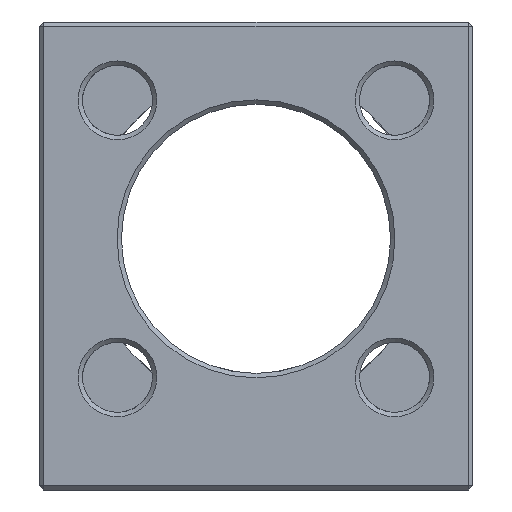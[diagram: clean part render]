
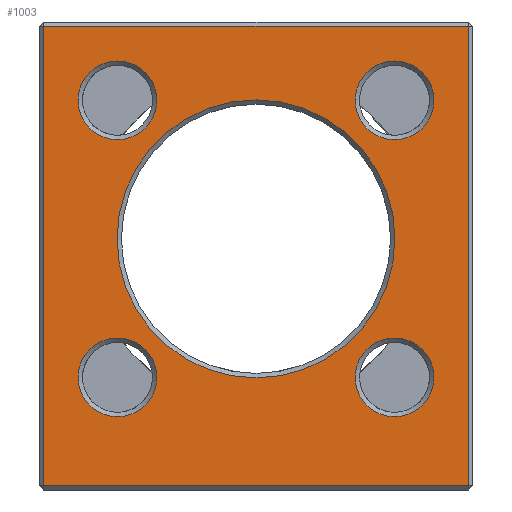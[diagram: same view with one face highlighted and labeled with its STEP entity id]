
A CAD part, front view. The second image highlights one B-rep face of the part: STEP entity #1003.
In plain terms, the highlighted planar face has unit normal (0, -1, 0).
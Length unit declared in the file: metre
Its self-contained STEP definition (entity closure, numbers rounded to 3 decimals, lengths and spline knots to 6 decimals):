
#70=LINE('',#1724,#144);
#71=LINE('',#1727,#145);
#72=LINE('',#1729,#146);
#73=LINE('',#1731,#147);
#144=VECTOR('',#1332,1.);
#145=VECTOR('',#1333,1.);
#146=VECTOR('',#1334,1.);
#147=VECTOR('',#1335,1.);
#227=CIRCLE('',#1123,0.002273);
#228=CIRCLE('',#1124,0.002273);
#229=CIRCLE('',#1125,0.002273);
#230=CIRCLE('',#1126,0.002273);
#231=CIRCLE('',#1127,0.008024);
#323=ORIENTED_EDGE('',*,*,#557,.T.);
#324=ORIENTED_EDGE('',*,*,#558,.T.);
#325=ORIENTED_EDGE('',*,*,#559,.T.);
#326=ORIENTED_EDGE('',*,*,#560,.T.);
#327=ORIENTED_EDGE('',*,*,#561,.T.);
#328=ORIENTED_EDGE('',*,*,#562,.T.);
#329=ORIENTED_EDGE('',*,*,#563,.T.);
#330=ORIENTED_EDGE('',*,*,#564,.T.);
#331=ORIENTED_EDGE('',*,*,#565,.T.);
#557=EDGE_CURVE('',#675,#675,#227,.F.);
#558=EDGE_CURVE('',#676,#676,#228,.F.);
#559=EDGE_CURVE('',#677,#677,#229,.F.);
#560=EDGE_CURVE('',#678,#678,#230,.F.);
#561=EDGE_CURVE('',#679,#680,#70,.T.);
#562=EDGE_CURVE('',#680,#681,#71,.T.);
#563=EDGE_CURVE('',#681,#682,#72,.T.);
#564=EDGE_CURVE('',#682,#679,#73,.T.);
#565=EDGE_CURVE('',#683,#683,#231,.F.);
#675=VERTEX_POINT('',#1717);
#676=VERTEX_POINT('',#1719);
#677=VERTEX_POINT('',#1721);
#678=VERTEX_POINT('',#1723);
#679=VERTEX_POINT('',#1725);
#680=VERTEX_POINT('',#1726);
#681=VERTEX_POINT('',#1728);
#682=VERTEX_POINT('',#1730);
#683=VERTEX_POINT('',#1733);
#749=EDGE_LOOP('',(#323));
#750=EDGE_LOOP('',(#324));
#751=EDGE_LOOP('',(#325));
#752=EDGE_LOOP('',(#326));
#753=EDGE_LOOP('',(#327,#328,#329,#330));
#754=EDGE_LOOP('',(#331));
#869=FACE_BOUND('',#749,.T.);
#870=FACE_BOUND('',#750,.T.);
#871=FACE_BOUND('',#751,.T.);
#872=FACE_BOUND('',#752,.T.);
#873=FACE_BOUND('',#753,.T.);
#874=FACE_BOUND('',#754,.T.);
#947=PLANE('',#1122);
#1003=ADVANCED_FACE('',(#869,#870,#871,#872,#873,#874),#947,.T.);
#1122=AXIS2_PLACEMENT_3D('',#1715,#1322,#1323);
#1123=AXIS2_PLACEMENT_3D('',#1716,#1324,#1325);
#1124=AXIS2_PLACEMENT_3D('',#1718,#1326,#1327);
#1125=AXIS2_PLACEMENT_3D('',#1720,#1328,#1329);
#1126=AXIS2_PLACEMENT_3D('',#1722,#1330,#1331);
#1127=AXIS2_PLACEMENT_3D('',#1732,#1336,#1337);
#1322=DIRECTION('',(0.,-1.,0.));
#1323=DIRECTION('',(1.,0.,0.));
#1324=DIRECTION('',(0.,-1.,0.));
#1325=DIRECTION('',(0.,0.,-1.));
#1326=DIRECTION('',(0.,-1.,0.));
#1327=DIRECTION('',(0.,0.,-1.));
#1328=DIRECTION('',(0.,-1.,0.));
#1329=DIRECTION('',(0.,0.,-1.));
#1330=DIRECTION('',(0.,-1.,0.));
#1331=DIRECTION('',(0.,0.,-1.));
#1332=DIRECTION('',(0.,0.,-1.));
#1333=DIRECTION('',(1.,0.,0.));
#1334=DIRECTION('',(0.,0.,1.));
#1335=DIRECTION('',(-1.,0.,0.));
#1336=DIRECTION('',(0.,-1.,0.));
#1337=DIRECTION('',(0.,0.,-1.));
#1715=CARTESIAN_POINT('',(0.,-0.009347,-0.000991));
#1716=CARTESIAN_POINT('',(-0.008,-0.009347,0.008));
#1717=CARTESIAN_POINT('',(-0.008,-0.009347,0.005727));
#1718=CARTESIAN_POINT('',(0.008,-0.009347,0.008));
#1719=CARTESIAN_POINT('',(0.008,-0.009347,0.005727));
#1720=CARTESIAN_POINT('',(0.008,-0.009347,-0.008));
#1721=CARTESIAN_POINT('',(0.008,-0.009347,-0.010273));
#1722=CARTESIAN_POINT('',(-0.008,-0.009347,-0.008));
#1723=CARTESIAN_POINT('',(-0.008,-0.009347,-0.010273));
#1724=CARTESIAN_POINT('',(-0.012268,-0.009347,-0.014503));
#1725=CARTESIAN_POINT('',(-0.012268,-0.009347,0.012268));
#1726=CARTESIAN_POINT('',(-0.012268,-0.009347,-0.014249));
#1727=CARTESIAN_POINT('',(0.012522,-0.009347,-0.014249));
#1728=CARTESIAN_POINT('',(0.012268,-0.009347,-0.014249));
#1729=CARTESIAN_POINT('',(0.012268,-0.009347,-0.000991));
#1730=CARTESIAN_POINT('',(0.012268,-0.009347,0.012268));
#1731=CARTESIAN_POINT('',(0.,-0.009347,0.012268));
#1732=CARTESIAN_POINT('',(0.,-0.009347,0.));
#1733=CARTESIAN_POINT('',(0.,-0.009347,-0.008024));
